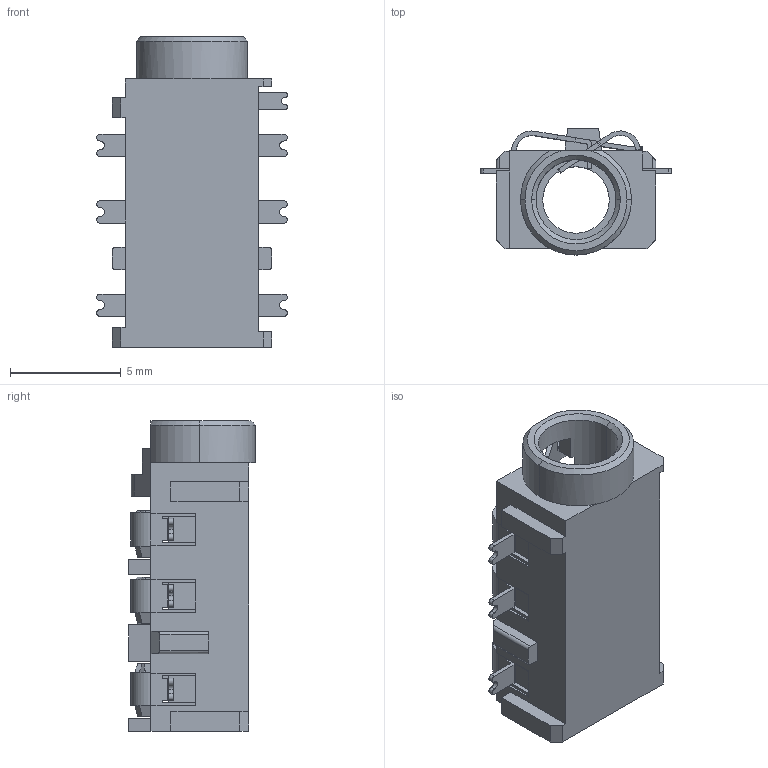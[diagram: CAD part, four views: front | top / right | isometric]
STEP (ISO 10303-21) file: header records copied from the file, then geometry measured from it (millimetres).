
FILE_DESCRIPTION (( 'STEP AP214' ), '1' );
FILE_NAME ('CUI_DEVICES_SJ-43617-SMT-TR.step', '2019-10-20T22:40:14', ( '' ), ( '' ), 'SwSTEP 2.0', 'SolidWorks 2019', '' );
FILE_SCHEMA (( 'AUTOMOTIVE_DESIGN' ));
Length unit declared in the file: inch
Products named in the file (1): CUI_DEVICES_SJ-43617-SMT-TR
Bounding box: 8.6 x 5.7 x 14 mm (x, y, z)
Volume: 212.2 mm3; surface area: 694.3 mm2
Topology: 8 solids, 8 shells, 460 faces, 1308 edges, 861 vertices
Faces by surface type: plane 330, cylinder 125, cone 5
Entity records: 21038 total; most frequent: CARTESIAN_POINT 2747, ORIENTED_EDGE 2616, DIRECTION 2471, EDGE_CURVE 1308, LINE 1033, VECTOR 1033, VERTEX_POINT 861, AXIS2_PLACEMENT_3D 719
